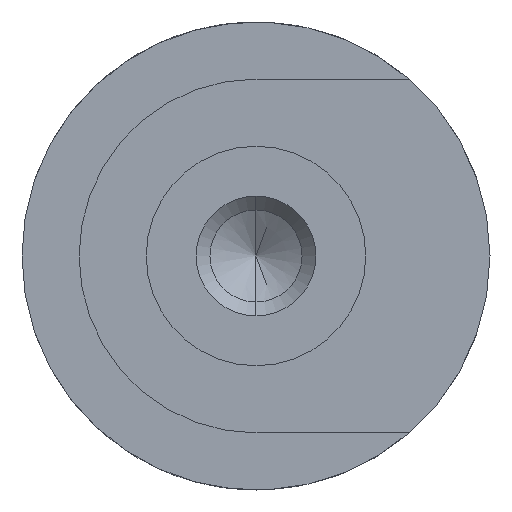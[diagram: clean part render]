
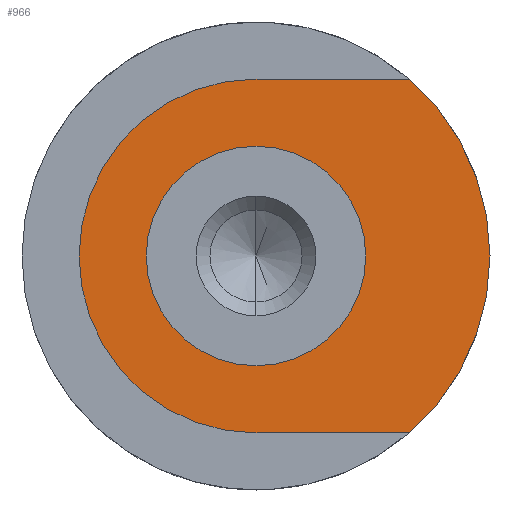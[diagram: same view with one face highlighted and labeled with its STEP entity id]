
A CAD part, left-side view. The second image highlights one B-rep face of the part: STEP entity #966.
In plain terms, the highlighted planar face has unit normal (-1, 0, 0).
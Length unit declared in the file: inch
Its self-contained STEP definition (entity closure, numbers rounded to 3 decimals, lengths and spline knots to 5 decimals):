
#10 = CARTESIAN_POINT ( 'NONE',  ( -1.9685, -0.32729, -0.378 ) ) ;
#32 = DIRECTION ( 'NONE',  ( 1., 0., 0. ) ) ;
#60 = CARTESIAN_POINT ( 'NONE',  ( -1.9685, 0., 0. ) ) ;
#84 = DIRECTION ( 'NONE',  ( 1., 0., 0. ) ) ;
#118 = VERTEX_POINT ( 'NONE', #1005 ) ;
#119 = DIRECTION ( 'NONE',  ( 0., -1., 0. ) ) ;
#183 = LINE ( 'NONE', #452, #864 ) ;
#205 = LINE ( 'NONE', #369, #809 ) ;
#211 = EDGE_CURVE ( 'NONE', #730, #118, #205, .T. ) ;
#226 = EDGE_CURVE ( 'NONE', #118, #546, #544, .T. ) ;
#249 = CARTESIAN_POINT ( 'NONE',  ( -1.9685, 0., -0.378 ) ) ;
#264 = VERTEX_POINT ( 'NONE', #975 ) ;
#299 = AXIS2_PLACEMENT_3D ( 'NONE', #784, #32, #547 ) ;
#307 = ORIENTED_EDGE ( 'NONE', *, *, #351, .T. ) ;
#316 = CIRCLE ( 'NONE', #702, 0.2345 ) ;
#321 = CIRCLE ( 'NONE', #588, 0.2345 ) ;
#322 = CARTESIAN_POINT ( 'NONE',  ( -1.9685, 0., 0. ) ) ;
#325 = EDGE_CURVE ( 'NONE', #546, #446, #825, .T. ) ;
#351 = EDGE_CURVE ( 'NONE', #264, #411, #316, .T. ) ;
#360 = CARTESIAN_POINT ( 'NONE',  ( -1.9685, 0., 0. ) ) ;
#364 = DIRECTION ( 'NONE',  ( 0., 1., 0. ) ) ;
#365 = ORIENTED_EDGE ( 'NONE', *, *, #211, .F. ) ;
#369 = CARTESIAN_POINT ( 'NONE',  ( -1.9685, 0., 0.378 ) ) ;
#404 = CARTESIAN_POINT ( 'NONE',  ( -1.9685, 0., 0. ) ) ;
#411 = VERTEX_POINT ( 'NONE', #660 ) ;
#412 = DIRECTION ( 'NONE',  ( 1., 0., 0. ) ) ;
#446 = VERTEX_POINT ( 'NONE', #10 ) ;
#452 = CARTESIAN_POINT ( 'NONE',  ( -1.9685, 0., -0.378 ) ) ;
#457 = CIRCLE ( 'NONE', #1048, 0.378 ) ;
#485 = VERTEX_POINT ( 'NONE', #249 ) ;
#505 = DIRECTION ( 'NONE',  ( 0., 1., 0. ) ) ;
#516 = FACE_OUTER_BOUND ( 'NONE', #968, .T. ) ;
#541 = ORIENTED_EDGE ( 'NONE', *, *, #325, .F. ) ;
#544 = CIRCLE ( 'NONE', #299, 0.5 ) ;
#546 = VERTEX_POINT ( 'NONE', #758 ) ;
#547 = DIRECTION ( 'NONE',  ( 0., 1., 0. ) ) ;
#574 = CARTESIAN_POINT ( 'NONE',  ( -1.9685, 0., 0.378 ) ) ;
#588 = AXIS2_PLACEMENT_3D ( 'NONE', #822, #84, #505 ) ;
#603 = FACE_BOUND ( 'NONE', #974, .T. ) ;
#604 = ORIENTED_EDGE ( 'NONE', *, *, #606, .F. ) ;
#606 = EDGE_CURVE ( 'NONE', #485, #730, #457, .T. ) ;
#641 = DIRECTION ( 'NONE',  ( 1., 0., 0. ) ) ;
#660 = CARTESIAN_POINT ( 'NONE',  ( -1.9685, 0.2345, 0. ) ) ;
#702 = AXIS2_PLACEMENT_3D ( 'NONE', #322, #641, #969 ) ;
#708 = DIRECTION ( 'NONE',  ( 0., 1., 0. ) ) ;
#730 = VERTEX_POINT ( 'NONE', #574 ) ;
#746 = EDGE_CURVE ( 'NONE', #411, #264, #321, .T. ) ;
#758 = CARTESIAN_POINT ( 'NONE',  ( -1.9685, -0.5, 0. ) ) ;
#760 = ORIENTED_EDGE ( 'NONE', *, *, #870, .T. ) ;
#766 = DIRECTION ( 'NONE',  ( 1., 0., 0. ) ) ;
#784 = CARTESIAN_POINT ( 'NONE',  ( -1.9685, 0., 0. ) ) ;
#797 = AXIS2_PLACEMENT_3D ( 'NONE', #360, #766, #364 ) ;
#799 = DIRECTION ( 'NONE',  ( 1., 0., 0. ) ) ;
#809 = VECTOR ( 'NONE', #119, 39.37008 ) ;
#822 = CARTESIAN_POINT ( 'NONE',  ( -1.9685, 0., 0. ) ) ;
#825 = CIRCLE ( 'NONE', #911, 0.5 ) ;
#853 = DIRECTION ( 'NONE',  ( 0., -1., 0. ) ) ;
#864 = VECTOR ( 'NONE', #853, 39.37008 ) ;
#870 = EDGE_CURVE ( 'NONE', #485, #446, #183, .T. ) ;
#899 = ORIENTED_EDGE ( 'NONE', *, *, #226, .F. ) ;
#911 = AXIS2_PLACEMENT_3D ( 'NONE', #404, #412, #956 ) ;
#937 = PLANE ( 'NONE',  #797 ) ;
#940 = ORIENTED_EDGE ( 'NONE', *, *, #746, .T. ) ;
#956 = DIRECTION ( 'NONE',  ( 0., 1., 0. ) ) ;
#966 = ADVANCED_FACE ( 'NONE', ( #603, #516 ), #937, .F. ) ;
#968 = EDGE_LOOP ( 'NONE', ( #760, #541, #899, #365, #604 ) ) ;
#969 = DIRECTION ( 'NONE',  ( 0., 1., 0. ) ) ;
#974 = EDGE_LOOP ( 'NONE', ( #940, #307 ) ) ;
#975 = CARTESIAN_POINT ( 'NONE',  ( -1.9685, -0.2345, 0. ) ) ;
#1005 = CARTESIAN_POINT ( 'NONE',  ( -1.9685, -0.32729, 0.378 ) ) ;
#1048 = AXIS2_PLACEMENT_3D ( 'NONE', #60, #799, #708 ) ;
